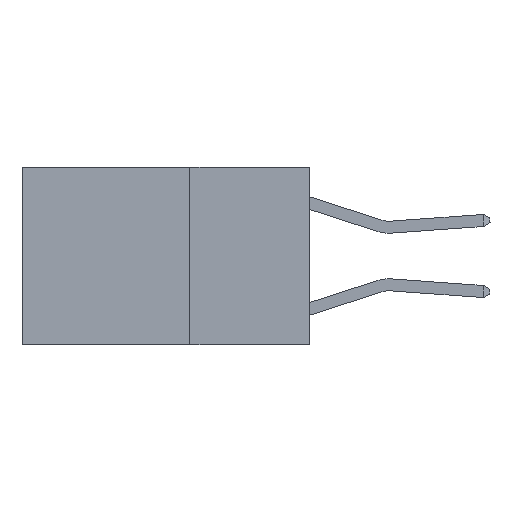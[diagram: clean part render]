
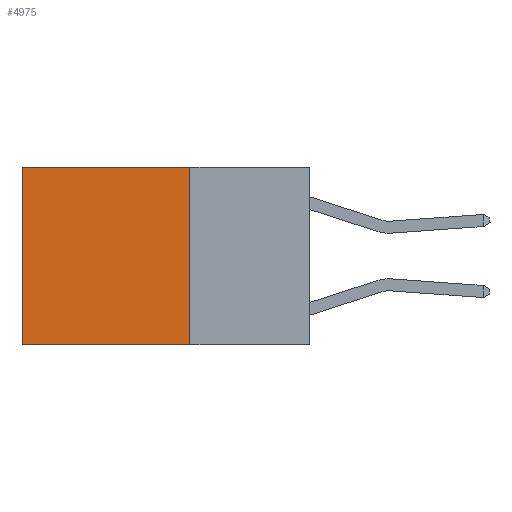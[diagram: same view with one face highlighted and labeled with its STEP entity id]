
A CAD part, left-side view. The second image highlights one B-rep face of the part: STEP entity #4975.
In plain terms, the highlighted planar face has unit normal (-1, 0, 0).
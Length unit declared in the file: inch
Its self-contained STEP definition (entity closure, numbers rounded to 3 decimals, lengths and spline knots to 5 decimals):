
#265 = ORIENTED_EDGE ( 'NONE', *, *, #9483, .T. ) ;
#510 = CARTESIAN_POINT ( 'NONE',  ( 0.2625, 0.6, 0. ) ) ;
#1147 = ORIENTED_EDGE ( 'NONE', *, *, #4339, .T. ) ;
#1246 = LINE ( 'NONE', #9724, #7597 ) ;
#1749 = VECTOR ( 'NONE', #4311, 39.37008 ) ;
#3145 = EDGE_LOOP ( 'NONE', ( #265, #7508, #14519, #1147 ) ) ;
#3625 = FACE_OUTER_BOUND ( 'NONE', #3145, .T. ) ;
#4167 = PLANE ( 'NONE',  #11675 ) ;
#4311 = DIRECTION ( 'NONE',  ( 0., 1., 0. ) ) ;
#4339 = EDGE_CURVE ( 'NONE', #11068, #8824, #8906, .T. ) ;
#4421 = DIRECTION ( 'NONE',  ( 0., 0., -1. ) ) ;
#4975 = ADVANCED_FACE ( 'NONE', ( #3625 ), #4167, .F. ) ;
#5520 = CARTESIAN_POINT ( 'NONE',  ( 0.2625, 0.25, 0. ) ) ;
#5928 = DIRECTION ( 'NONE',  ( 0., 0., -1. ) ) ;
#6014 = CARTESIAN_POINT ( 'NONE',  ( 0.2625, 0.6, 0. ) ) ;
#6211 = LINE ( 'NONE', #16031, #16767 ) ;
#6509 = VECTOR ( 'NONE', #5928, 39.37008 ) ;
#6885 = DIRECTION ( 'NONE',  ( 1., 0., 0. ) ) ;
#7508 = ORIENTED_EDGE ( 'NONE', *, *, #12149, .F. ) ;
#7597 = VECTOR ( 'NONE', #4421, 39.37008 ) ;
#7807 = VERTEX_POINT ( 'NONE', #11433 ) ;
#8711 = EDGE_CURVE ( 'NONE', #11068, #7807, #1246, .T. ) ;
#8824 = VERTEX_POINT ( 'NONE', #6014 ) ;
#8906 = LINE ( 'NONE', #13595, #1749 ) ;
#9483 = EDGE_CURVE ( 'NONE', #8824, #11759, #13948, .T. ) ;
#9724 = CARTESIAN_POINT ( 'NONE',  ( 0.2625, 0.25, 0. ) ) ;
#10735 = DIRECTION ( 'NONE',  ( 0., 1., 0. ) ) ;
#11068 = VERTEX_POINT ( 'NONE', #12871 ) ;
#11273 = CARTESIAN_POINT ( 'NONE',  ( 0.2625, 0.6, -0.37 ) ) ;
#11433 = CARTESIAN_POINT ( 'NONE',  ( 0.2625, 0.25, -0.37 ) ) ;
#11675 = AXIS2_PLACEMENT_3D ( 'NONE', #5520, #6885, #16143 ) ;
#11759 = VERTEX_POINT ( 'NONE', #11273 ) ;
#12149 = EDGE_CURVE ( 'NONE', #7807, #11759, #6211, .T. ) ;
#12871 = CARTESIAN_POINT ( 'NONE',  ( 0.2625, 0.25, 0. ) ) ;
#13595 = CARTESIAN_POINT ( 'NONE',  ( 0.2625, 0.25, 0. ) ) ;
#13948 = LINE ( 'NONE', #510, #6509 ) ;
#14519 = ORIENTED_EDGE ( 'NONE', *, *, #8711, .F. ) ;
#16031 = CARTESIAN_POINT ( 'NONE',  ( 0.2625, 0.25, -0.37 ) ) ;
#16143 = DIRECTION ( 'NONE',  ( 0., 0., -1. ) ) ;
#16767 = VECTOR ( 'NONE', #10735, 39.37008 ) ;
